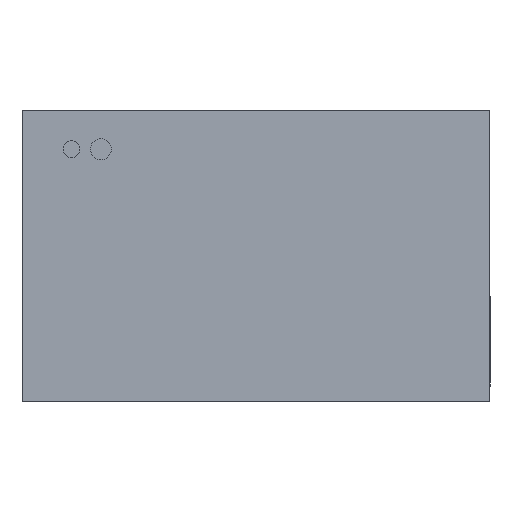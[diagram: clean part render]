
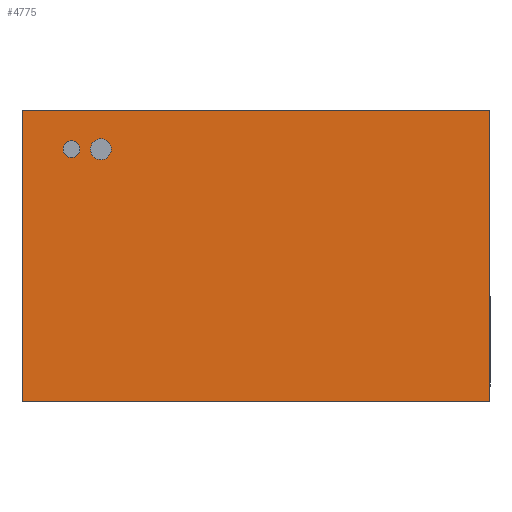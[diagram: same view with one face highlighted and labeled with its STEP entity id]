
A CAD part, front view. The second image highlights one B-rep face of the part: STEP entity #4775.
In plain terms, the highlighted planar face has unit normal (0, -1, 0).
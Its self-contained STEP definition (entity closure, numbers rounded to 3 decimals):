
#70=FACE_BOUND('',#639,.T.);
#71=FACE_BOUND('',#640,.T.);
#93=PLANE('',#5121);
#345=FACE_OUTER_BOUND('',#638,.T.);
#638=EDGE_LOOP('',(#3405,#3406,#3407,#3408));
#639=EDGE_LOOP('',(#3409));
#640=EDGE_LOOP('',(#3410));
#946=LINE('',#6886,#1546);
#948=LINE('',#6890,#1548);
#950=LINE('',#6894,#1550);
#952=LINE('',#6897,#1552);
#1546=VECTOR('',#5530,10.);
#1548=VECTOR('',#5534,10.);
#1550=VECTOR('',#5538,10.);
#1552=VECTOR('',#5542,10.);
#2128=CIRCLE('',#5105,20.);
#2130=CIRCLE('',#5109,25.);
#2212=VERTEX_POINT('',#6837);
#2214=VERTEX_POINT('',#6844);
#2227=VERTEX_POINT('',#6883);
#2228=VERTEX_POINT('',#6885);
#2229=VERTEX_POINT('',#6889);
#2230=VERTEX_POINT('',#6893);
#2669=EDGE_CURVE('',#2212,#2212,#2128,.T.);
#2672=EDGE_CURVE('',#2214,#2214,#2130,.T.);
#2690=EDGE_CURVE('',#2228,#2227,#946,.T.);
#2692=EDGE_CURVE('',#2229,#2228,#948,.T.);
#2694=EDGE_CURVE('',#2230,#2229,#950,.T.);
#2696=EDGE_CURVE('',#2227,#2230,#952,.T.);
#3405=ORIENTED_EDGE('',*,*,#2696,.T.);
#3406=ORIENTED_EDGE('',*,*,#2694,.T.);
#3407=ORIENTED_EDGE('',*,*,#2692,.T.);
#3408=ORIENTED_EDGE('',*,*,#2690,.T.);
#3409=ORIENTED_EDGE('',*,*,#2669,.T.);
#3410=ORIENTED_EDGE('',*,*,#2672,.T.);
#4775=ADVANCED_FACE('',(#345,#70,#71),#93,.T.);
#5105=AXIS2_PLACEMENT_3D('',#6839,#5486,#5487);
#5109=AXIS2_PLACEMENT_3D('',#6846,#5495,#5496);
#5121=AXIS2_PLACEMENT_3D('',#6898,#5543,#5544);
#5486=DIRECTION('center_axis',(0.,1.,0.));
#5487=DIRECTION('ref_axis',(1.,0.,0.));
#5495=DIRECTION('center_axis',(0.,1.,0.));
#5496=DIRECTION('ref_axis',(1.,0.,0.));
#5530=DIRECTION('',(-1.,0.,0.));
#5534=DIRECTION('',(0.,0.,1.));
#5538=DIRECTION('',(1.,0.,0.));
#5542=DIRECTION('',(0.,0.,-1.));
#5543=DIRECTION('center_axis',(0.,-1.,0.));
#5544=DIRECTION('ref_axis',(0.,0.,-1.));
#6837=CARTESIAN_POINT('',(-459.5,-370.,254.5));
#6839=CARTESIAN_POINT('Origin',(-439.5,-370.,254.5));
#6844=CARTESIAN_POINT('',(-394.5,-370.,254.5));
#6846=CARTESIAN_POINT('Origin',(-369.5,-370.,254.5));
#6883=CARTESIAN_POINT('',(-557.5,-370.,347.5));
#6885=CARTESIAN_POINT('',(557.5,-370.,347.5));
#6886=CARTESIAN_POINT('',(-557.5,-370.,347.5));
#6889=CARTESIAN_POINT('',(557.5,-370.,-347.5));
#6890=CARTESIAN_POINT('',(557.5,-370.,347.5));
#6893=CARTESIAN_POINT('',(-557.5,-370.,-347.5));
#6894=CARTESIAN_POINT('',(557.5,-370.,-347.5));
#6897=CARTESIAN_POINT('',(-557.5,-370.,-347.5));
#6898=CARTESIAN_POINT('Origin',(0.,-370.,0.));
